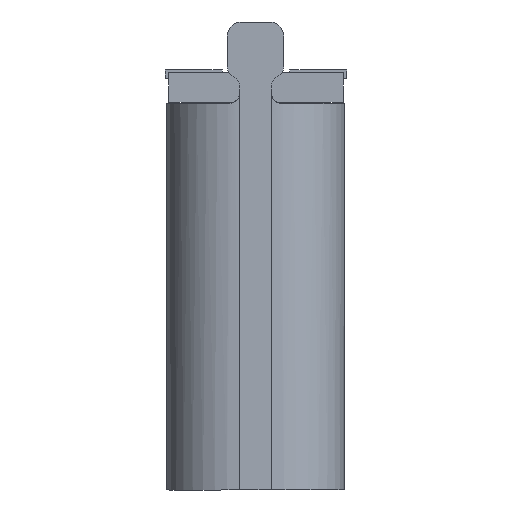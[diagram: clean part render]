
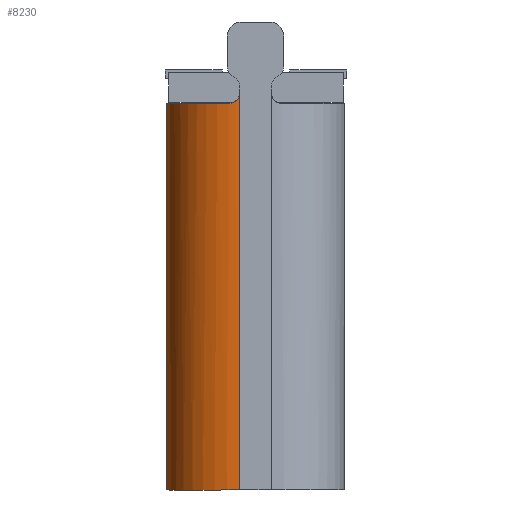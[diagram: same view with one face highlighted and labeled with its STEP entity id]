
A CAD part, front view. The second image highlights one B-rep face of the part: STEP entity #8230.
In plain terms, the highlighted cylindrical face has radius 1.3 mm (diameter 2.6 mm), a partial arc.
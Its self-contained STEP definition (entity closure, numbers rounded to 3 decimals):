
#1702 = EDGE_CURVE ( 'NONE', #35646, #19496, #28743, .T. ) ;
#2535 = DIRECTION ( 'NONE',  ( 0., 0., 1. ) ) ;
#3881 = CIRCLE ( 'NONE', #31988, 1.3 ) ;
#4814 = VECTOR ( 'NONE', #8968, 1000. ) ;
#4865 = FACE_OUTER_BOUND ( 'NONE', #18619, .T. ) ;
#5360 = VERTEX_POINT ( 'NONE', #13045 ) ;
#5374 = ORIENTED_EDGE ( 'NONE', *, *, #19242, .F. ) ;
#5469 = DIRECTION ( 'NONE',  ( 0., -1., 0. ) ) ;
#7477 = CARTESIAN_POINT ( 'NONE',  ( 3.694, 3.6, 9.514 ) ) ;
#8230 = ADVANCED_FACE ( 'NONE', ( #4865 ), #13086, .T. ) ;
#8968 = DIRECTION ( 'NONE',  ( 0., 0., -1. ) ) ;
#10224 = CARTESIAN_POINT ( 'NONE',  ( 3.694, 3.6, 9.567 ) ) ;
#11285 = ORIENTED_EDGE ( 'NONE', *, *, #1702, .T. ) ;
#11289 = AXIS2_PLACEMENT_3D ( 'NONE', #24103, #21359, #24474 ) ;
#11355 = EDGE_CURVE ( 'NONE', #22566, #28906, #34880, .T. ) ;
#12606 = DIRECTION ( 'NONE',  ( 0., 0., -1. ) ) ;
#13045 = CARTESIAN_POINT ( 'NONE',  ( 3.494, 3.615, 9.367 ) ) ;
#13086 = CYLINDRICAL_SURFACE ( 'NONE', #11289, 1.3 ) ;
#14240 = EDGE_CURVE ( 'NONE', #28906, #5360, #33636, .T. ) ;
#14778 = ORIENTED_EDGE ( 'NONE', *, *, #11355, .T. ) ;
#16245 = CARTESIAN_POINT ( 'NONE',  ( 3.546, 3.607, 9.367 ) ) ;
#16290 = VECTOR ( 'NONE', #28819, 1000. ) ;
#17176 = ORIENTED_EDGE ( 'NONE', *, *, #14240, .T. ) ;
#18619 = EDGE_LOOP ( 'NONE', ( #11285, #5374, #14778, #17176, #23541 ) ) ;
#19007 = CARTESIAN_POINT ( 'NONE',  ( 3.672, 3.599, 9.462 ) ) ;
#19242 = EDGE_CURVE ( 'NONE', #22566, #19496, #30461, .T. ) ;
#19496 = VERTEX_POINT ( 'NONE', #34171 ) ;
#20133 = CARTESIAN_POINT ( 'NONE',  ( 2.394, 4.9, 10.092 ) ) ;
#21359 = DIRECTION ( 'NONE',  ( 0., 0., -1. ) ) ;
#22566 = VERTEX_POINT ( 'NONE', #29204 ) ;
#23269 = CARTESIAN_POINT ( 'NONE',  ( 3.694, 4.9, 2.517 ) ) ;
#23541 = ORIENTED_EDGE ( 'NONE', *, *, #26329, .F. ) ;
#24103 = CARTESIAN_POINT ( 'NONE',  ( 3.694, 4.9, 10.092 ) ) ;
#24474 = DIRECTION ( 'NONE',  ( 0., 1., 0. ) ) ;
#26158 = CARTESIAN_POINT ( 'NONE',  ( 2.394, 4.9, 9.367 ) ) ;
#26329 = EDGE_CURVE ( 'NONE', #35646, #5360, #3881, .T. ) ;
#26403 = AXIS2_PLACEMENT_3D ( 'NONE', #23269, #12606, #29498 ) ;
#28743 = LINE ( 'NONE', #20133, #4814 ) ;
#28819 = DIRECTION ( 'NONE',  ( 0., 0., 1. ) ) ;
#28906 = VERTEX_POINT ( 'NONE', #31062 ) ;
#29204 = CARTESIAN_POINT ( 'NONE',  ( 3.694, 3.6, 2.517 ) ) ;
#29498 = DIRECTION ( 'NONE',  ( -1., 0., 0. ) ) ;
#29550 = CARTESIAN_POINT ( 'NONE',  ( 3.694, 3.6, 10.092 ) ) ;
#29839 = CARTESIAN_POINT ( 'NONE',  ( 3.494, 3.615, 9.367 ) ) ;
#30212 = CARTESIAN_POINT ( 'NONE',  ( 3.598, 3.603, 9.389 ) ) ;
#30461 = CIRCLE ( 'NONE', #26403, 1.3 ) ;
#31062 = CARTESIAN_POINT ( 'NONE',  ( 3.694, 3.6, 9.567 ) ) ;
#31988 = AXIS2_PLACEMENT_3D ( 'NONE', #33348, #2535, #5469 ) ;
#33348 = CARTESIAN_POINT ( 'NONE',  ( 3.694, 4.9, 9.367 ) ) ;
#33636 = B_SPLINE_CURVE_WITH_KNOTS ( 'NONE', 3,
 ( #10224, #7477, #19007, #30212, #16245, #29839 ),
 .UNSPECIFIED., .F., .F.,
 ( 4, 2, 4 ),
 ( 0., 0., 0. ),
 .UNSPECIFIED. ) ;
#34171 = CARTESIAN_POINT ( 'NONE',  ( 2.394, 4.9, 2.517 ) ) ;
#34880 = LINE ( 'NONE', #29550, #16290 ) ;
#35646 = VERTEX_POINT ( 'NONE', #26158 ) ;
